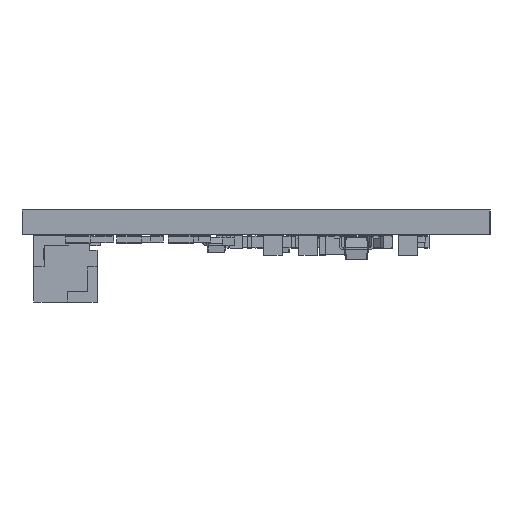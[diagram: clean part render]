
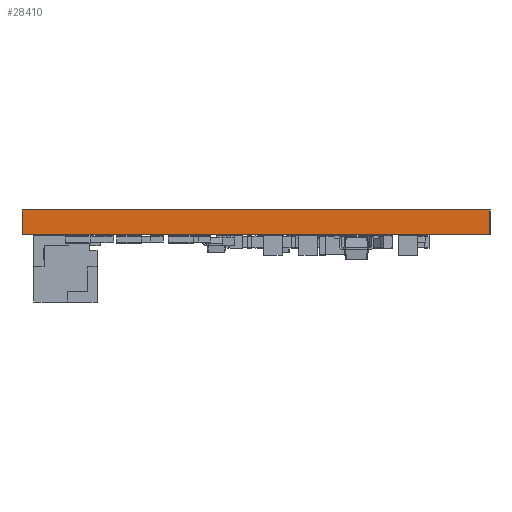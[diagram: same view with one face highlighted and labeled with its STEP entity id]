
A CAD part, left-side view. The second image highlights one B-rep face of the part: STEP entity #28410.
In plain terms, the highlighted planar face has unit normal (-1, 0, 0).
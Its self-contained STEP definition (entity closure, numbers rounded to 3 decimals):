
#28354 = VERTEX_POINT('',#28355);
#28355 = CARTESIAN_POINT('',(134.874,-129.286,1.6));
#28361 = EDGE_CURVE('',#28362,#28354,#28364,.T.);
#28362 = VERTEX_POINT('',#28363);
#28363 = CARTESIAN_POINT('',(134.874,-129.286,0.));
#28364 = LINE('',#28365,#28366);
#28365 = CARTESIAN_POINT('',(134.874,-129.286,0.));
#28366 = VECTOR('',#28367,1.);
#28367 = DIRECTION('',(0.,0.,1.));
#28410 = ADVANCED_FACE('',(#28411),#28436,.T.);
#28411 = FACE_BOUND('',#28412,.T.);
#28412 = EDGE_LOOP('',(#28413,#28414,#28422,#28430));
#28413 = ORIENTED_EDGE('',*,*,#28361,.T.);
#28414 = ORIENTED_EDGE('',*,*,#28415,.T.);
#28415 = EDGE_CURVE('',#28354,#28416,#28418,.T.);
#28416 = VERTEX_POINT('',#28417);
#28417 = CARTESIAN_POINT('',(134.874,-99.314,1.6));
#28418 = LINE('',#28419,#28420);
#28419 = CARTESIAN_POINT('',(134.874,-129.286,1.6));
#28420 = VECTOR('',#28421,1.);
#28421 = DIRECTION('',(0.,1.,0.));
#28422 = ORIENTED_EDGE('',*,*,#28423,.F.);
#28423 = EDGE_CURVE('',#28424,#28416,#28426,.T.);
#28424 = VERTEX_POINT('',#28425);
#28425 = CARTESIAN_POINT('',(134.874,-99.314,0.));
#28426 = LINE('',#28427,#28428);
#28427 = CARTESIAN_POINT('',(134.874,-99.314,0.));
#28428 = VECTOR('',#28429,1.);
#28429 = DIRECTION('',(0.,0.,1.));
#28430 = ORIENTED_EDGE('',*,*,#28431,.F.);
#28431 = EDGE_CURVE('',#28362,#28424,#28432,.T.);
#28432 = LINE('',#28433,#28434);
#28433 = CARTESIAN_POINT('',(134.874,-129.286,0.));
#28434 = VECTOR('',#28435,1.);
#28435 = DIRECTION('',(0.,1.,0.));
#28436 = PLANE('',#28437);
#28437 = AXIS2_PLACEMENT_3D('',#28438,#28439,#28440);
#28438 = CARTESIAN_POINT('',(134.874,-129.286,0.));
#28439 = DIRECTION('',(-1.,0.,0.));
#28440 = DIRECTION('',(0.,1.,0.));
